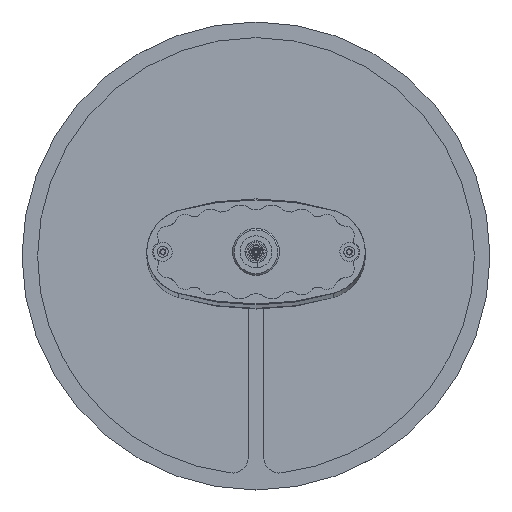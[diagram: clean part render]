
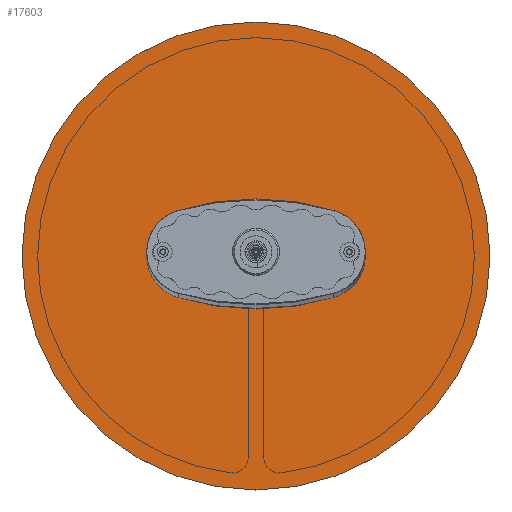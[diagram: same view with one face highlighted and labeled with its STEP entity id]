
A CAD part, top view. The second image highlights one B-rep face of the part: STEP entity #17603.
In plain terms, the highlighted planar face has unit normal (0, 0, 1).
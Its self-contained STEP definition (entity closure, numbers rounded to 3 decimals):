
#362 = DIRECTION ( 'NONE',  ( 1., 0., 0. ) ) ;
#579 = VERTEX_POINT ( 'NONE', #18695 ) ;
#580 = ORIENTED_EDGE ( 'NONE', *, *, #19754, .F. ) ;
#1068 = DIRECTION ( 'NONE',  ( 1., 0., 0. ) ) ;
#1370 = FACE_BOUND ( 'NONE', #9631, .T. ) ;
#1860 = DIRECTION ( 'NONE',  ( 1., 0., 0. ) ) ;
#1902 = ORIENTED_EDGE ( 'NONE', *, *, #18564, .F. ) ;
#2176 = AXIS2_PLACEMENT_3D ( 'NONE', #6571, #10963, #362 ) ;
#2181 = CARTESIAN_POINT ( 'NONE',  ( 0., 0., 2. ) ) ;
#2223 = AXIS2_PLACEMENT_3D ( 'NONE', #15753, #14397, #3538 ) ;
#2293 = VERTEX_POINT ( 'NONE', #5295 ) ;
#2365 = FACE_OUTER_BOUND ( 'NONE', #17340, .T. ) ;
#2414 = VERTEX_POINT ( 'NONE', #13962 ) ;
#2527 = EDGE_LOOP ( 'NONE', ( #19299, #580 ) ) ;
#3538 = DIRECTION ( 'NONE',  ( 1., 0., 0. ) ) ;
#3626 = AXIS2_PLACEMENT_3D ( 'NONE', #16746, #13592, #16813 ) ;
#3817 = CIRCLE ( 'NONE', #2223, 25. ) ;
#4038 = FACE_BOUND ( 'NONE', #2527, .T. ) ;
#4410 = VERTEX_POINT ( 'NONE', #6269 ) ;
#4700 = VERTEX_POINT ( 'NONE', #14442 ) ;
#5148 = DIRECTION ( 'NONE',  ( 1., 0., 0. ) ) ;
#5265 = CARTESIAN_POINT ( 'NONE',  ( 0., 0., 2. ) ) ;
#5295 = CARTESIAN_POINT ( 'NONE',  ( -53.5, 0., 2. ) ) ;
#5350 = CIRCLE ( 'NONE', #15708, 3.5 ) ;
#5360 = EDGE_CURVE ( 'NONE', #579, #4410, #3817, .T. ) ;
#5664 = CIRCLE ( 'NONE', #19611, 150. ) ;
#6035 = AXIS2_PLACEMENT_3D ( 'NONE', #2181, #9616, #5148 ) ;
#6269 = CARTESIAN_POINT ( 'NONE',  ( 25., 0., 2. ) ) ;
#6571 = CARTESIAN_POINT ( 'NONE',  ( 0., 0., 2. ) ) ;
#6884 = DIRECTION ( 'NONE',  ( 1., 0., 0. ) ) ;
#6885 = VERTEX_POINT ( 'NONE', #17069 ) ;
#7283 = DIRECTION ( 'NONE',  ( 0., 0., 1. ) ) ;
#8236 = VERTEX_POINT ( 'NONE', #12654 ) ;
#8509 = EDGE_LOOP ( 'NONE', ( #8613, #1902 ) ) ;
#8613 = ORIENTED_EDGE ( 'NONE', *, *, #19111, .F. ) ;
#8699 = CIRCLE ( 'NONE', #19227, 150. ) ;
#9082 = ORIENTED_EDGE ( 'NONE', *, *, #13776, .F. ) ;
#9126 = FACE_BOUND ( 'NONE', #8509, .T. ) ;
#9558 = CIRCLE ( 'NONE', #18555, 3.5 ) ;
#9616 = DIRECTION ( 'NONE',  ( 0., 0., 1. ) ) ;
#9631 = EDGE_LOOP ( 'NONE', ( #10182, #9082 ) ) ;
#9705 = DIRECTION ( 'NONE',  ( 1., 0., 0. ) ) ;
#9750 = PLANE ( 'NONE',  #6035 ) ;
#10053 = ORIENTED_EDGE ( 'NONE', *, *, #13727, .T. ) ;
#10182 = ORIENTED_EDGE ( 'NONE', *, *, #5360, .F. ) ;
#10963 = DIRECTION ( 'NONE',  ( 0., 0., 1. ) ) ;
#11031 = CARTESIAN_POINT ( 'NONE',  ( 0., 0., 2. ) ) ;
#11241 = DIRECTION ( 'NONE',  ( 0., 0., 1. ) ) ;
#11871 = EDGE_CURVE ( 'NONE', #2414, #6885, #5350, .T. ) ;
#12112 = CARTESIAN_POINT ( 'NONE',  ( -46.5, 0., 2. ) ) ;
#12513 = DIRECTION ( 'NONE',  ( 0., 0., 1. ) ) ;
#12542 = ORIENTED_EDGE ( 'NONE', *, *, #18919, .T. ) ;
#12596 = CARTESIAN_POINT ( 'NONE',  ( 50., 0., 2. ) ) ;
#12654 = CARTESIAN_POINT ( 'NONE',  ( 150., 0., 2. ) ) ;
#13592 = DIRECTION ( 'NONE',  ( 0., 0., 1. ) ) ;
#13727 = EDGE_CURVE ( 'NONE', #4700, #8236, #8699, .T. ) ;
#13763 = DIRECTION ( 'NONE',  ( 1., 0., 0. ) ) ;
#13776 = EDGE_CURVE ( 'NONE', #4410, #579, #17811, .T. ) ;
#13962 = CARTESIAN_POINT ( 'NONE',  ( 46.5, 0., 2. ) ) ;
#14116 = CIRCLE ( 'NONE', #17280, 3.5 ) ;
#14397 = DIRECTION ( 'NONE',  ( 0., 0., 1. ) ) ;
#14442 = CARTESIAN_POINT ( 'NONE',  ( -150., 0., 2. ) ) ;
#15708 = AXIS2_PLACEMENT_3D ( 'NONE', #12596, #11241, #9705 ) ;
#15753 = CARTESIAN_POINT ( 'NONE',  ( 0., 0., 2. ) ) ;
#16074 = DIRECTION ( 'NONE',  ( 0., 0., 1. ) ) ;
#16746 = CARTESIAN_POINT ( 'NONE',  ( 50., 0., 2. ) ) ;
#16813 = DIRECTION ( 'NONE',  ( 1., 0., 0. ) ) ;
#17069 = CARTESIAN_POINT ( 'NONE',  ( 53.5, 0., 2. ) ) ;
#17280 = AXIS2_PLACEMENT_3D ( 'NONE', #18116, #7283, #1068 ) ;
#17340 = EDGE_LOOP ( 'NONE', ( #10053, #12542 ) ) ;
#17478 = VERTEX_POINT ( 'NONE', #12112 ) ;
#17603 = ADVANCED_FACE ( 'NONE', ( #9126, #2365, #1370, #4038 ), #9750, .T. ) ;
#17811 = CIRCLE ( 'NONE', #2176, 25. ) ;
#18116 = CARTESIAN_POINT ( 'NONE',  ( -50., 0., 2. ) ) ;
#18508 = DIRECTION ( 'NONE',  ( 0., 0., 1. ) ) ;
#18555 = AXIS2_PLACEMENT_3D ( 'NONE', #19805, #18508, #13763 ) ;
#18564 = EDGE_CURVE ( 'NONE', #17478, #2293, #9558, .T. ) ;
#18695 = CARTESIAN_POINT ( 'NONE',  ( -25., 0., 2. ) ) ;
#18919 = EDGE_CURVE ( 'NONE', #8236, #4700, #5664, .T. ) ;
#19111 = EDGE_CURVE ( 'NONE', #2293, #17478, #14116, .T. ) ;
#19227 = AXIS2_PLACEMENT_3D ( 'NONE', #11031, #12513, #1860 ) ;
#19299 = ORIENTED_EDGE ( 'NONE', *, *, #11871, .F. ) ;
#19376 = CIRCLE ( 'NONE', #3626, 3.5 ) ;
#19611 = AXIS2_PLACEMENT_3D ( 'NONE', #5265, #16074, #6884 ) ;
#19754 = EDGE_CURVE ( 'NONE', #6885, #2414, #19376, .T. ) ;
#19805 = CARTESIAN_POINT ( 'NONE',  ( -50., 0., 2. ) ) ;
